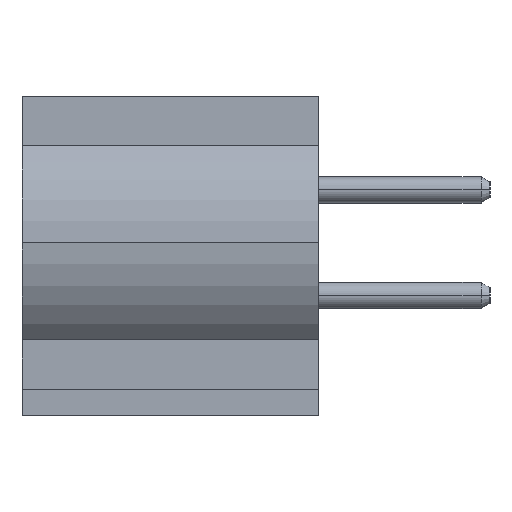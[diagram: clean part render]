
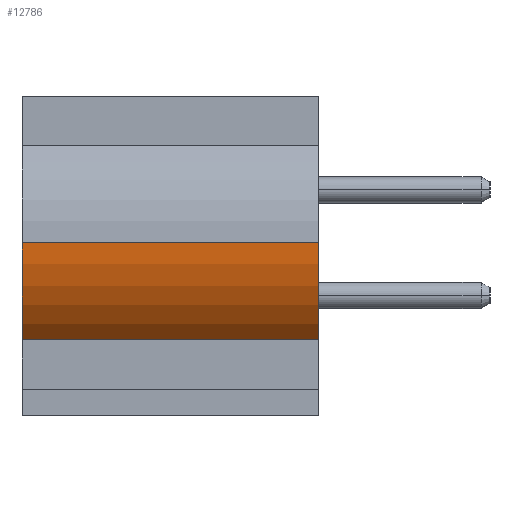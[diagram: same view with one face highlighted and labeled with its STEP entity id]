
A CAD part, left-side view. The second image highlights one B-rep face of the part: STEP entity #12786.
In plain terms, the highlighted cylindrical face has radius 2.5 mm (diameter 5 mm), a partial arc.
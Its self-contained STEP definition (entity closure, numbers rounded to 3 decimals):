
#1938=EDGE_CURVE('',#5716,#5717,#5718,.T.);
#1940=EDGE_CURVE('',#5717,#5720,#5721,.T.);
#1942=EDGE_CURVE('',#5723,#5720,#5724,.T.);
#5716=VERTEX_POINT('',#10697);
#5717=VERTEX_POINT('',#10698);
#5718=CIRCLE('',#10699,2.5);
#5720=VERTEX_POINT('',#10702);
#5721=LINE('',#10703,#10704);
#5723=VERTEX_POINT('',#10707);
#5724=CIRCLE('',#10708,2.5);
#10697=CARTESIAN_POINT('',(-15.0,3.4,0.));
#10698=CARTESIAN_POINT('',(-14.2,3.4,-1.833));
#10699=AXIS2_PLACEMENT_3D('',#23474,#23475,#23476);
#10702=CARTESIAN_POINT('',(-14.2,-2.2,-1.833));
#10703=CARTESIAN_POINT('',(-14.2,3.4,-1.833));
#10704=VECTOR('',#23477,5.6);
#10707=CARTESIAN_POINT('',(-15.0,-2.2,0.));
#10708=AXIS2_PLACEMENT_3D('',#23478,#23479,#23480);
#12786=ADVANCED_FACE('',(#24280),#24281,.T.);
#23474=CARTESIAN_POINT('',(-12.5,3.4,0.0));
#23475=DIRECTION('',(0.0,-1.0,0.0));
#23476=DIRECTION('',(-0.68,0.0,0.733));
#23477=DIRECTION('',(0.0,-1.0,0.0));
#23478=CARTESIAN_POINT('',(-12.5,-2.2,0.0));
#23479=DIRECTION('',(0.0,-1.0,0.0));
#23480=DIRECTION('',(-0.68,0.0,0.733));
#24280=FACE_OUTER_BOUND('',#28485,.T.);
#24281=CYLINDRICAL_SURFACE('',#28486,2.5);
#28485=EDGE_LOOP('',(#35098,#35099,#35100,#35101));
#28486=AXIS2_PLACEMENT_3D('',#35102,#35103,#35104);
#35098=ORIENTED_EDGE('',*,*,#40032,.F.);
#35099=ORIENTED_EDGE('',*,*,#1938,.T.);
#35100=ORIENTED_EDGE('',*,*,#1940,.T.);
#35101=ORIENTED_EDGE('',*,*,#1942,.F.);
#35102=CARTESIAN_POINT('',(-12.5,3.4,0.0));
#35103=DIRECTION('',(0.0,1.0,-0.0));
#35104=DIRECTION('',(-1.0,0.0,0.0));
#40032=EDGE_CURVE('',#5716,#5723,#40160,.T.);
#40160=LINE('',#40166,#40167);
#40166=CARTESIAN_POINT('',(-15.0,0.6,0.));
#40167=VECTOR('',#40178,1.0);
#40178=DIRECTION('',(-0.0,-1.0,-0.0));
